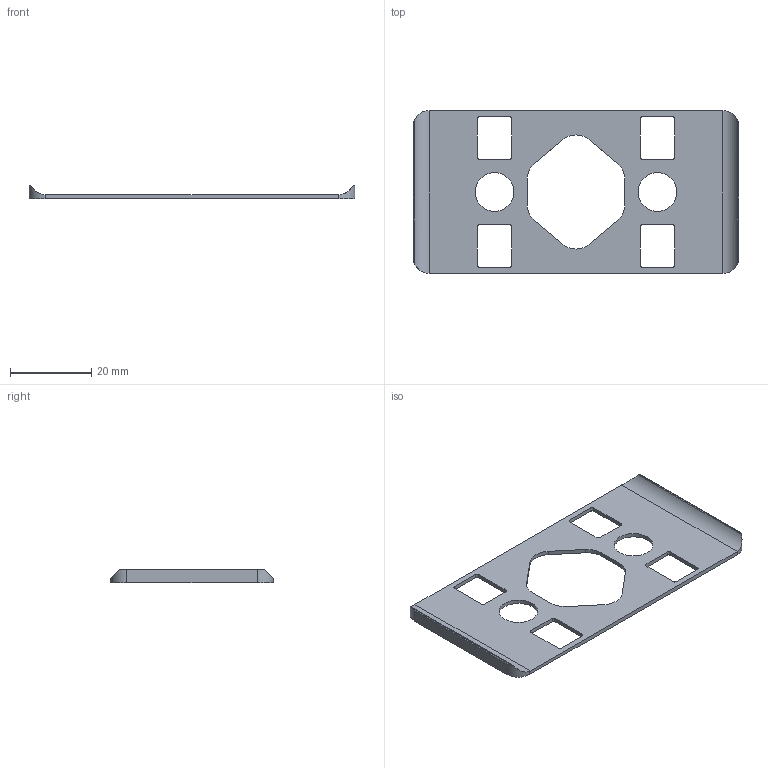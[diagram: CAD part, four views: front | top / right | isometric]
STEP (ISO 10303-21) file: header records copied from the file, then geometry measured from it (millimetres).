
FILE_DESCRIPTION(('FreeCAD Model'),'2;1');
FILE_NAME('Open CASCADE Shape Model','2024-03-20T11:40:55',(''),(''), 'Open CASCADE STEP processor 7.6','FreeCAD','Unknown');
FILE_SCHEMA(('AUTOMOTIVE_DESIGN { 1 0 10303 214 1 1 1 1 }'));
Length unit declared in the file: millimetre
Products named in the file (1): STI8-JR8040R40
Bounding box: 80 x 40 x 3.4 mm (x, y, z)
Volume: 2448.5 mm3; surface area: 5169.4 mm2
Topology: 1 solids, 1 shells, 64 faces, 188 edges, 126 vertices
Faces by surface type: cylinder 34, plane 30
Full cylindrical faces by diameter (mm): 9.5 x2
Entity records: 5440 total; most frequent: CARTESIAN_POINT 1645, DIRECTION 712, LINE 402, VECTOR 402, ORIENTED_EDGE 376, PCURVE 376, DEFINITIONAL_REPRESENTATION 376, EDGE_CURVE 188
